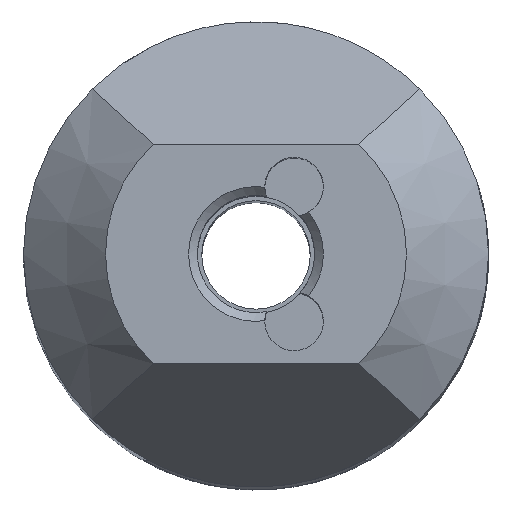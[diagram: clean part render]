
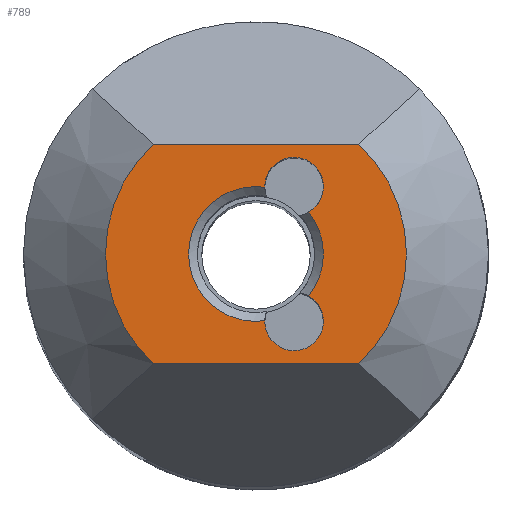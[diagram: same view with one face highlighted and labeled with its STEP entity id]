
A CAD part, top view. The second image highlights one B-rep face of the part: STEP entity #789.
In plain terms, the highlighted planar face has unit normal (0, 0, 1).
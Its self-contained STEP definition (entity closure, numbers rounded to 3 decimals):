
#15 = CARTESIAN_POINT ( 'NONE',  ( 3.508, -3.75, 75. ) ) ;
#18 = DIRECTION ( 'NONE',  ( 0., 0., 1. ) ) ;
#52 = ORIENTED_EDGE ( 'NONE', *, *, #1560, .F. ) ;
#73 = DIRECTION ( 'NONE',  ( 1., 0., 0. ) ) ;
#128 = DIRECTION ( 'NONE',  ( 0., 0., 1. ) ) ;
#192 = DIRECTION ( 'NONE',  ( 1., 0., 0. ) ) ;
#229 = ORIENTED_EDGE ( 'NONE', *, *, #1541, .F. ) ;
#274 = VECTOR ( 'NONE', #73, 1000. ) ;
#288 = EDGE_CURVE ( 'NONE', #519, #1662, #2082, .T. ) ;
#304 = CARTESIAN_POINT ( 'NONE',  ( 0.3, -2.28, 75. ) ) ;
#305 = CARTESIAN_POINT ( 'NONE',  ( -3.508, 3.75, 75. ) ) ;
#339 = PLANE ( 'NONE',  #1078 ) ;
#354 = CIRCLE ( 'NONE', #699, 5.135 ) ;
#379 = CARTESIAN_POINT ( 'NONE',  ( 0., 0., 75. ) ) ;
#382 = ORIENTED_EDGE ( 'NONE', *, *, #590, .T. ) ;
#390 = DIRECTION ( 'NONE',  ( 0., 0., 1. ) ) ;
#519 = VERTEX_POINT ( 'NONE', #304 ) ;
#573 = FACE_OUTER_BOUND ( 'NONE', #1867, .T. ) ;
#586 = VERTEX_POINT ( 'NONE', #15 ) ;
#590 = EDGE_CURVE ( 'NONE', #1213, #1662, #1126, .T. ) ;
#600 = VERTEX_POINT ( 'NONE', #1172 ) ;
#635 = CARTESIAN_POINT ( 'NONE',  ( 1.799, 1.433, 75. ) ) ;
#658 = AXIS2_PLACEMENT_3D ( 'NONE', #1803, #18, #2259 ) ;
#699 = AXIS2_PLACEMENT_3D ( 'NONE', #1597, #1214, #1423 ) ;
#789 = ADVANCED_FACE ( 'NONE', ( #573, #1363 ), #339, .T. ) ;
#792 = CARTESIAN_POINT ( 'NONE',  ( 0., 0., 75. ) ) ;
#845 = ORIENTED_EDGE ( 'NONE', *, *, #1993, .T. ) ;
#888 = EDGE_CURVE ( 'NONE', #586, #2267, #1286, .T. ) ;
#944 = EDGE_CURVE ( 'NONE', #1338, #600, #354, .T. ) ;
#966 = CARTESIAN_POINT ( 'NONE',  ( 0., 0., 75. ) ) ;
#1078 = AXIS2_PLACEMENT_3D ( 'NONE', #379, #128, #2176 ) ;
#1081 = AXIS2_PLACEMENT_3D ( 'NONE', #2217, #390, #1969 ) ;
#1089 = CARTESIAN_POINT ( 'NONE',  ( 3.508, 3.75, 75. ) ) ;
#1126 = CIRCLE ( 'NONE', #1324, 2.3 ) ;
#1172 = CARTESIAN_POINT ( 'NONE',  ( -3.508, -3.75, 75. ) ) ;
#1173 = CARTESIAN_POINT ( 'NONE',  ( 0.3, 2.28, 75. ) ) ;
#1188 = CARTESIAN_POINT ( 'NONE',  ( -7.935, 3.75, 75. ) ) ;
#1213 = VERTEX_POINT ( 'NONE', #635 ) ;
#1214 = DIRECTION ( 'NONE',  ( 0., 0., 1. ) ) ;
#1286 = CIRCLE ( 'NONE', #1935, 5.135 ) ;
#1309 = ORIENTED_EDGE ( 'NONE', *, *, #888, .T. ) ;
#1324 = AXIS2_PLACEMENT_3D ( 'NONE', #792, #2156, #192 ) ;
#1338 = VERTEX_POINT ( 'NONE', #305 ) ;
#1339 = DIRECTION ( 'NONE',  ( 1., 0., 0. ) ) ;
#1361 = ORIENTED_EDGE ( 'NONE', *, *, #288, .F. ) ;
#1363 = FACE_BOUND ( 'NONE', #2295, .T. ) ;
#1385 = LINE ( 'NONE', #1188, #1978 ) ;
#1423 = DIRECTION ( 'NONE',  ( 1., 0., 0. ) ) ;
#1435 = EDGE_CURVE ( 'NONE', #600, #586, #1449, .T. ) ;
#1449 = LINE ( 'NONE', #2467, #274 ) ;
#1471 = ORIENTED_EDGE ( 'NONE', *, *, #944, .T. ) ;
#1541 = EDGE_CURVE ( 'NONE', #1338, #2267, #1385, .T. ) ;
#1560 = EDGE_CURVE ( 'NONE', #1213, #2051, #2315, .T. ) ;
#1597 = CARTESIAN_POINT ( 'NONE',  ( 0., 0., 75. ) ) ;
#1662 = VERTEX_POINT ( 'NONE', #2306 ) ;
#1740 = CARTESIAN_POINT ( 'NONE',  ( 0., 0., 75. ) ) ;
#1764 = DIRECTION ( 'NONE',  ( 1., 0., 0. ) ) ;
#1789 = DIRECTION ( 'NONE',  ( 0., 0., -1. ) ) ;
#1803 = CARTESIAN_POINT ( 'NONE',  ( 1.3, -2.3, 75. ) ) ;
#1867 = EDGE_LOOP ( 'NONE', ( #2463, #1309, #229, #1471 ) ) ;
#1935 = AXIS2_PLACEMENT_3D ( 'NONE', #966, #1959, #1339 ) ;
#1959 = DIRECTION ( 'NONE',  ( 0., 0., 1. ) ) ;
#1969 = DIRECTION ( 'NONE',  ( 1., 0., 0. ) ) ;
#1978 = VECTOR ( 'NONE', #2014, 1000. ) ;
#1993 = EDGE_CURVE ( 'NONE', #519, #2051, #2352, .T. ) ;
#2014 = DIRECTION ( 'NONE',  ( 1., 0., 0. ) ) ;
#2051 = VERTEX_POINT ( 'NONE', #1173 ) ;
#2082 = CIRCLE ( 'NONE', #658, 1. ) ;
#2156 = DIRECTION ( 'NONE',  ( 0., 0., -1. ) ) ;
#2176 = DIRECTION ( 'NONE',  ( 1., 0., 0. ) ) ;
#2217 = CARTESIAN_POINT ( 'NONE',  ( 1.3, 2.3, 75. ) ) ;
#2259 = DIRECTION ( 'NONE',  ( 1., 0., 0. ) ) ;
#2267 = VERTEX_POINT ( 'NONE', #1089 ) ;
#2295 = EDGE_LOOP ( 'NONE', ( #52, #382, #1361, #845 ) ) ;
#2306 = CARTESIAN_POINT ( 'NONE',  ( 1.799, -1.433, 75. ) ) ;
#2315 = CIRCLE ( 'NONE', #1081, 1. ) ;
#2352 = CIRCLE ( 'NONE', #2559, 2.3 ) ;
#2463 = ORIENTED_EDGE ( 'NONE', *, *, #1435, .T. ) ;
#2467 = CARTESIAN_POINT ( 'NONE',  ( -7.935, -3.75, 75. ) ) ;
#2559 = AXIS2_PLACEMENT_3D ( 'NONE', #1740, #1789, #1764 ) ;
